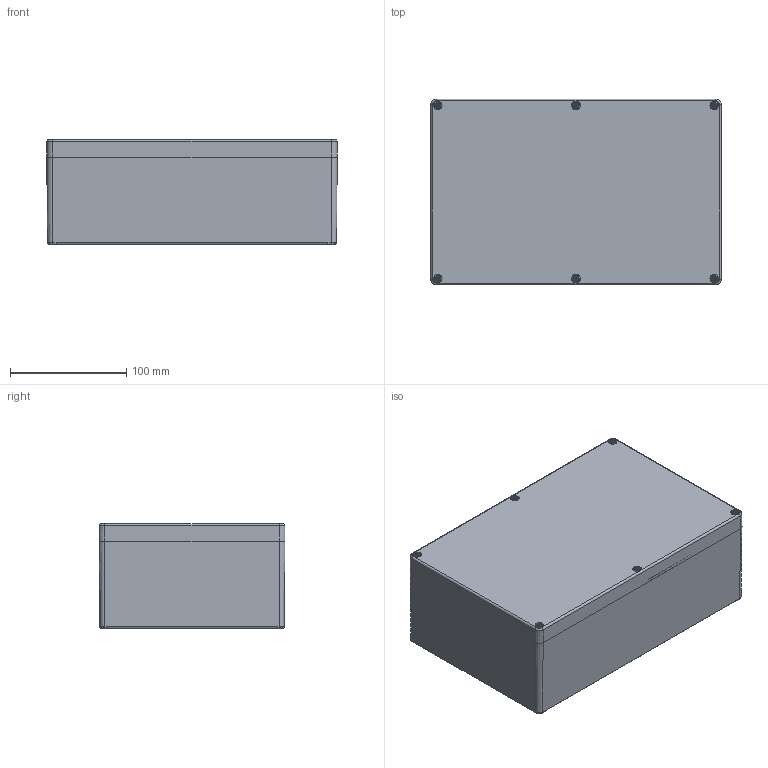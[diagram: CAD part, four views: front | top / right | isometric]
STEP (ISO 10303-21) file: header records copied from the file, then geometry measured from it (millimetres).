
FILE_DESCRIPTION((''),'2;1');
FILE_NAME('0401107400-MBT_251690_VE.stp','2015-12-16T16:32:47',('robin.rentz'),(''),'Autodesk Inventor 2012','Autodesk Inventor 2012','');
FILE_SCHEMA(('AUTOMOTIVE_DESIGN { 1 2 10303 214 0 1 1 1 }'));
Length unit declared in the file: millimetre
Products named in the file (6): 0401107400-MBT_251690_VE; 0401107402-UT_251675_VE; 0401107201-OT_251615_VE; xxx-O-Ring--OT--MBM-MBT_251615; Gewindebuchse M4x10,9; 1990000276 Schraube BM4x24_11
Assembly tree (15 placements, depth 2):
  0401107400-MBT_251690_VE
    0401107402-UT_251675_VE
    0401107201-OT_251615_VE
    xxx-O-Ring--OT--MBM-MBT_251615
    Gewindebuchse M4x10,9  x6
    1990000276 Schraube BM4x24_11  x6
Bounding box: 250 x 160 x 90.03 mm (x, y, z)
Volume: 495189.6 mm3; surface area: 343628.8 mm2
Topology: 15 solids, 15 shells, 2447 faces, 5910 edges, 3562 vertices
Faces by surface type: plane 903, cylinder 624, cone 544, torus 292, bspline 78, sphere 6
Full cylindrical faces by diameter (mm): 3.242 x6, 3.3 x6, 4 x6, 4.4 x6, 4.7 x4, 4.9 x6, 5.1 x6, 6.8 x6, 7 x6, 7.4 x6, 8.2 x6
Entity records: 32635 total; most frequent: CARTESIAN_POINT 7289, DIRECTION 5650, ORIENTED_EDGE 4966, EDGE_CURVE 2483, AXIS2_PLACEMENT_3D 2324, VERTEX_POINT 1559, EDGE_LOOP 1294, CIRCLE 1231
